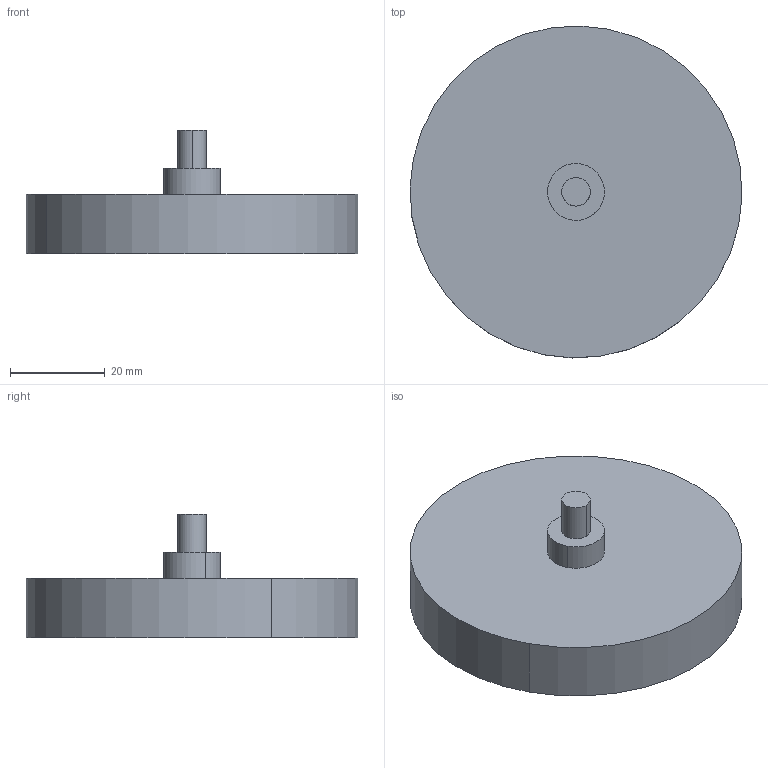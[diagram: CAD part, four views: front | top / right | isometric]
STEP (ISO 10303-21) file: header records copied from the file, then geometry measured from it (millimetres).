
FILE_DESCRIPTION(('CATIA V5 STEP Exchange'),'2;1');
FILE_NAME('Cycloidal drive.stp','2012-01-13T20:01:18+00:00',('none'),('none'),'CATIA Version 5 Release 19 SP 8 (IN-10)','CATIA V5 STEP AP214','none');
FILE_SCHEMA(('AUTOMOTIVE_DESIGN { 1 0 10303 214 1 1 1 1 }'));
Length unit declared in the file: millimetre
Products named in the file (6): Cycloidal drive; excentric shaft; disc; housing; pin; Cycloidal disk
Assembly tree (11 placements, depth 2):
  Cycloidal drive
    excentric shaft
    disc
    housing
    pin  x6
    Cycloidal disk  x2
Bounding box: 69.98 x 69.98 x 26 mm (x, y, z)
Volume: 45383.2 mm3; surface area: 29471.5 mm2
Topology: 11 solids, 11 shells, 216 faces, 532 edges, 347 vertices
Faces by surface type: cylinder 125, plane 53, extrusion 38
Entity records: 5824 total; most frequent: CARTESIAN_POINT 2369, ORIENTED_EDGE 746, DIRECTION 520, EDGE_CURVE 373, AXIS2_PLACEMENT_3D 308, VERTEX_POINT 241, CIRCLE 225, EDGE_LOOP 180
